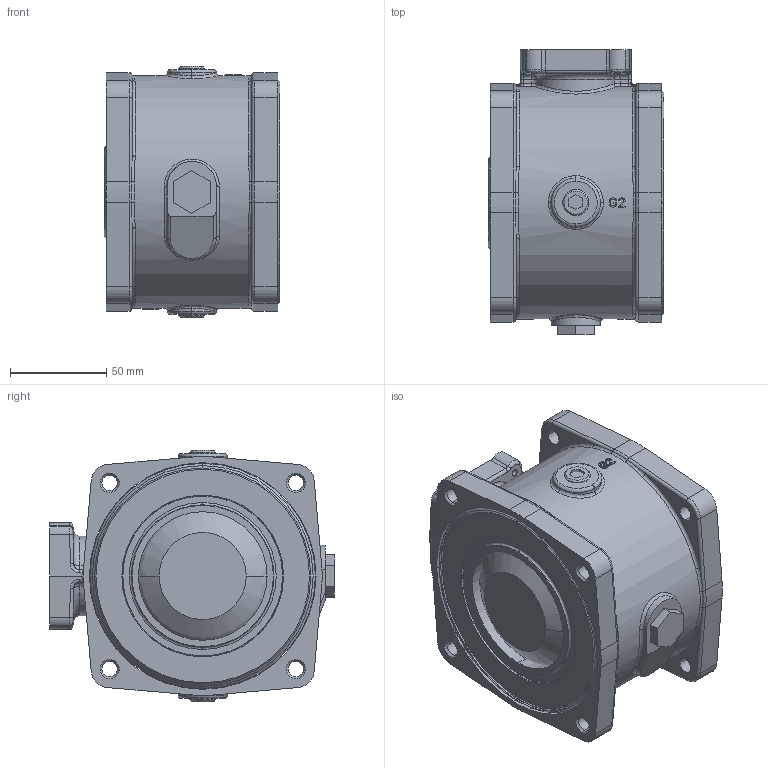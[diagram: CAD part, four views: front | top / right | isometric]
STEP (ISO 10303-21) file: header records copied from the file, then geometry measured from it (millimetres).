
FILE_DESCRIPTION((''),'2;1');
FILE_NAME('8825','2013-03-04T',('sobri'),(''),'PRO/ENGINEER BY PARAMETRIC TECHNOLOGY CORPORATION, 2011180','PRO/ENGINEER BY PARAMETRIC TECHNOLOGY CORPORATION, 2011180','');
FILE_SCHEMA(('CONFIG_CONTROL_DESIGN'));
Length unit declared in the file: inch
Products named in the file (1): 8825
Bounding box: 91.09 x 147.64 x 130.15 mm (x, y, z)
Surface area: 171888.3 mm2 (no closed solid volume)
Topology: 0 solids, 14 shells, 553 faces, 1519 edges, 965 vertices
Faces by surface type: plane 163, cylinder 141, bspline 93, torus 82, cone 62, sphere 12
Entity records: 22773 total; most frequent: CARTESIAN_POINT 9346, ORIENTED_EDGE 2746, DIRECTION 2724, EDGE_CURVE 1519, AXIS2_PLACEMENT_3D 1059, VERTEX_POINT 965, EDGE_LOOP 610, VECTOR 606
